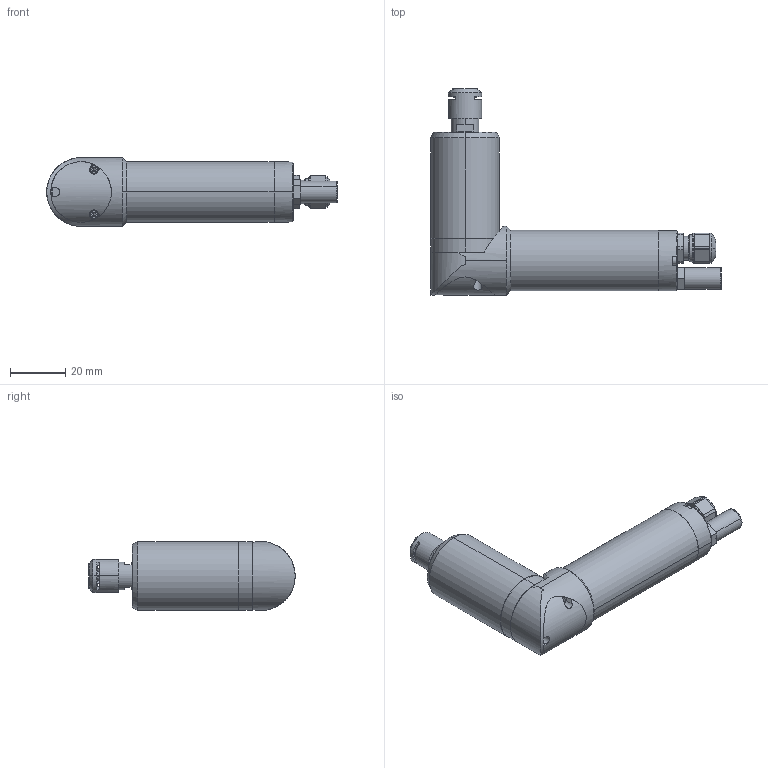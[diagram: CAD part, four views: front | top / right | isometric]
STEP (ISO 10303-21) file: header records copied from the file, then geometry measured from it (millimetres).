
FILE_DESCRIPTION (( 'STEP AP203' ), '1' );
FILE_NAME ('025S060S-03-.STEP', '2012-04-24T13:26:21', ( 'FM10CAD1' ), ( 'IBAG Switzerland AG' ), 'SwSTEP 2.0', 'SolidWorks 2010', '' );
FILE_SCHEMA (( 'CONFIG_CONTROL_DESIGN' ));
Length unit declared in the file: millimetre
Products named in the file (1): 025S060S-03-
Bounding box: 105.5 x 74.78 x 25 mm (x, y, z)
Surface area: 15765 mm2 (no closed solid volume)
Topology: 0 solids, 19 shells, 236 faces, 784 edges, 541 vertices
Faces by surface type: plane 107, cylinder 82, cone 29, torus 18
Entity records: 9178 total; most frequent: CARTESIAN_POINT 2217, DIRECTION 1542, ORIENTED_EDGE 1237, EDGE_CURVE 776, AXIS2_PLACEMENT_3D 584, VERTEX_POINT 541, LINE 374, VECTOR 374
